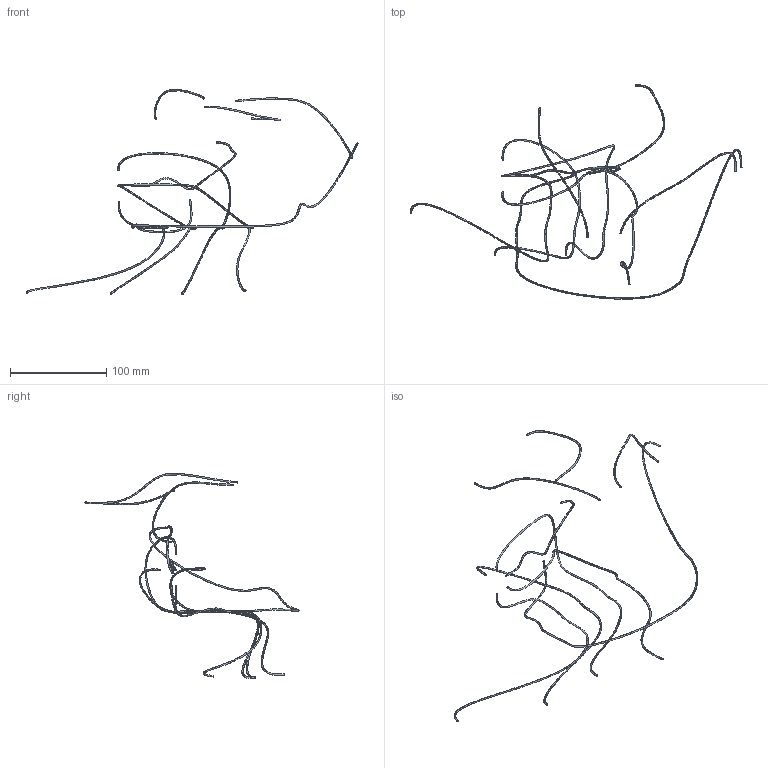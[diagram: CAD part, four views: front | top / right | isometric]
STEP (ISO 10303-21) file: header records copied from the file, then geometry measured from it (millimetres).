
FILE_DESCRIPTION (( 'STEP AP203' ), '1' );
FILE_NAME ('13-018358.step', '2022-02-14T12:31:50', ( '' ), ( '' ), 'SwSTEP 2.0', 'SolidWorks 2021', '' );
FILE_SCHEMA (( 'CONFIG_CONTROL_DESIGN' ));
Length unit declared in the file: millimetre
Products named in the file (1): 13-018358
Bounding box: 345.47 x 222.85 x 213.58 mm (x, y, z)
Volume: 4993.3 mm3; surface area: 12671.6 mm2
Topology: 9 solids, 9 shells, 46 faces, 81 edges, 53 vertices
Faces by surface type: bspline 28, plane 18
Entity records: 10790 total; most frequent: CARTESIAN_POINT 9996, ORIENTED_EDGE 162, DIRECTION 110, EDGE_CURVE 81, AXIS2_PLACEMENT_3D 55, VERTEX_POINT 53, FACE_OUTER_BOUND 46, ADVANCED_FACE 46
